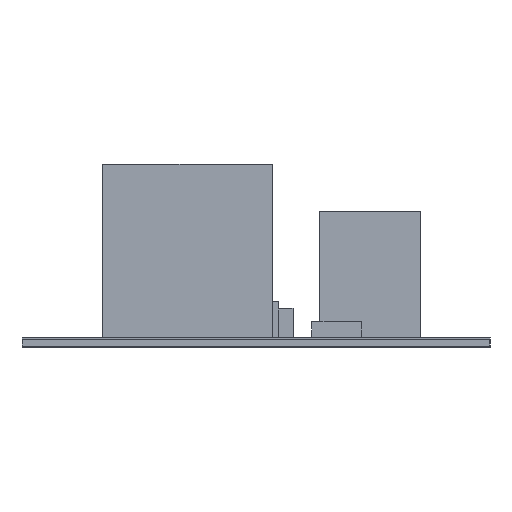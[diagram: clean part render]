
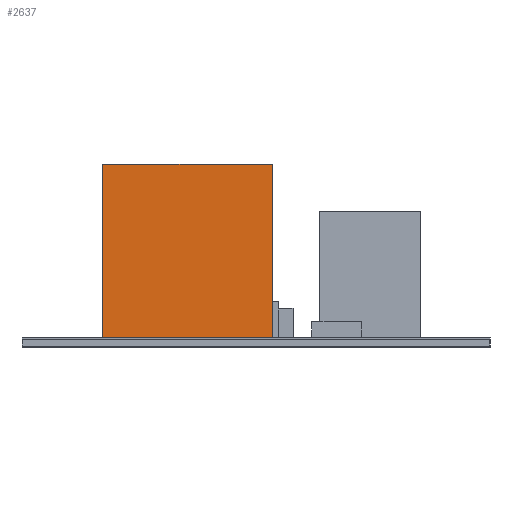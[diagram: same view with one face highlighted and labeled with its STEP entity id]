
A CAD part, left-side view. The second image highlights one B-rep face of the part: STEP entity #2637.
In plain terms, the highlighted planar face has unit normal (-1, 0, 0).
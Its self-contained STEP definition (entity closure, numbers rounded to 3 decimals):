
#2637=ADVANCED_FACE('',(#3735),#3736,.T.);
#3735=FACE_OUTER_BOUND('',#5355,.T.);
#3736=PLANE('',#5356);
#5355=EDGE_LOOP('',(#7200,#7201,#7202,#7203));
#5356=AXIS2_PLACEMENT_3D('',#7204,#7205,#7206);
#7200=ORIENTED_EDGE('',*,*,#12987,.F.);
#7201=ORIENTED_EDGE('',*,*,#12997,.T.);
#7202=ORIENTED_EDGE('',*,*,#12993,.T.);
#7203=ORIENTED_EDGE('',*,*,#12996,.F.);
#7204=CARTESIAN_POINT('',(2.002,11.588,0.0));
#7205=DIRECTION('',(-1.0,0.0,0.0));
#7206=DIRECTION('',(0.0,-0.0,1.0));
#12987=EDGE_CURVE('',#14987,#14989,#14990,.T.);
#12993=EDGE_CURVE('',#14995,#14999,#15001,.T.);
#12996=EDGE_CURVE('',#14989,#14999,#15004,.T.);
#12997=EDGE_CURVE('',#14987,#14995,#15005,.T.);
#14987=VERTEX_POINT('',#18236);
#14989=VERTEX_POINT('',#18239);
#14990=LINE('',#18240,#18241);
#14995=VERTEX_POINT('',#18248);
#14999=VERTEX_POINT('',#18254);
#15001=LINE('',#18257,#18258);
#15004=LINE('',#18263,#18264);
#15005=LINE('',#18265,#18266);
#18236=CARTESIAN_POINT('',(2.002,11.588,5.207));
#18239=CARTESIAN_POINT('',(2.002,6.508,5.207));
#18240=CARTESIAN_POINT('',(2.002,9.048,5.207));
#18241=VECTOR('',#22612,1.0);
#18248=CARTESIAN_POINT('',(2.002,11.588,0.0));
#18254=CARTESIAN_POINT('',(2.002,6.508,0.0));
#18257=CARTESIAN_POINT('',(2.002,11.588,0.0));
#18258=VECTOR('',#22618,1.0);
#18263=CARTESIAN_POINT('',(2.002,6.508,2.604));
#18264=VECTOR('',#22621,1.0);
#18265=CARTESIAN_POINT('',(2.002,11.588,2.604));
#18266=VECTOR('',#22622,1.0);
#22612=DIRECTION('',(0.0,-1.0,0.0));
#22618=DIRECTION('',(0.0,-1.0,0.0));
#22621=DIRECTION('',(-0.0,-0.0,-1.0));
#22622=DIRECTION('',(-0.0,-0.0,-1.0));
